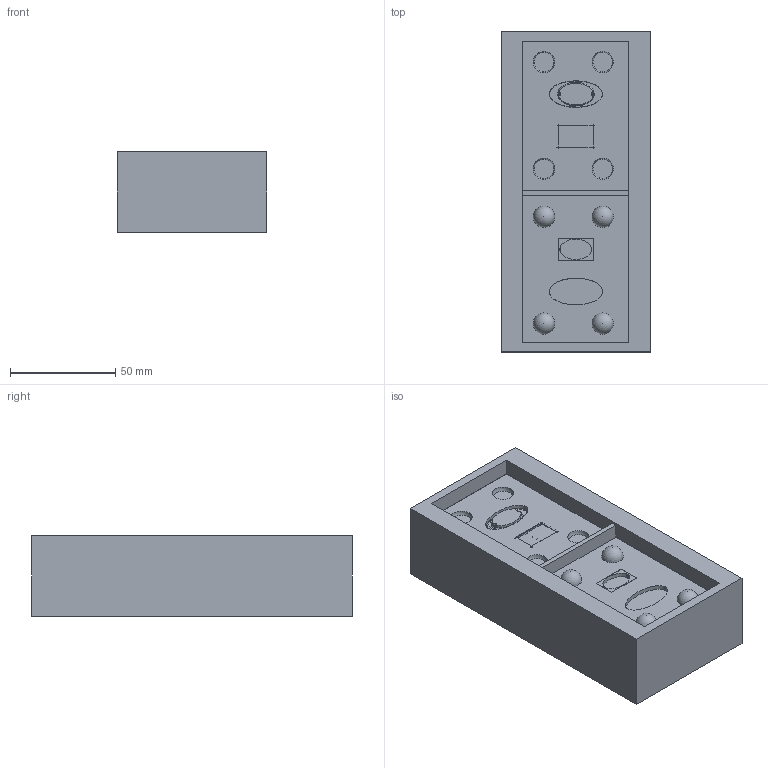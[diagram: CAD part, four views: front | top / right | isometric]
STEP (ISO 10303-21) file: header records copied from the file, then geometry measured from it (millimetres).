
FILE_DESCRIPTION(/* description */ (''),/* implementation_level */ '2;1');
FILE_NAME(/* name */ 'fastener v29.step',/* time_stamp */ '2025-11-12T11:31:36-05:00',/* author */ (''),/* organization */ (''),/* preprocessor_version */ 'ST-DEVELOPER v20.1',/* originating_system */ 'Autodesk Translation Framework v14.17.0.0',/* authorisation */ '');
FILE_SCHEMA (('AUTOMOTIVE_DESIGN { 1 0 10303 214 3 1 1 }'));
Length unit declared in the file: inch
Products named in the file (4): fastener; mold-bottom; mold-top; final-mold
Assembly tree (3 placements, depth 2):
  fastener
    mold-bottom
    mold-top
    final-mold
Bounding box: 71.12 x 152.4 x 38.1 mm (x, y, z)
Surface area: 123849.2 mm2
Topology: 15 solids, 15 shells, 420 faces, 1022 edges, 625 vertices
Faces by surface type: bspline 290, plane 85, sphere 23, cylinder 22
Full cylindrical faces by diameter (mm): 5.08 x2
Entity records: 24533 total; most frequent: CARTESIAN_POINT 16610, ORIENTED_EDGE 1998, EDGE_CURVE 999, DIRECTION 888, VERTEX_POINT 625, B_SPLINE_CURVE_WITH_KNOTS 563, EDGE_LOOP 438, FACE_OUTER_BOUND 420
